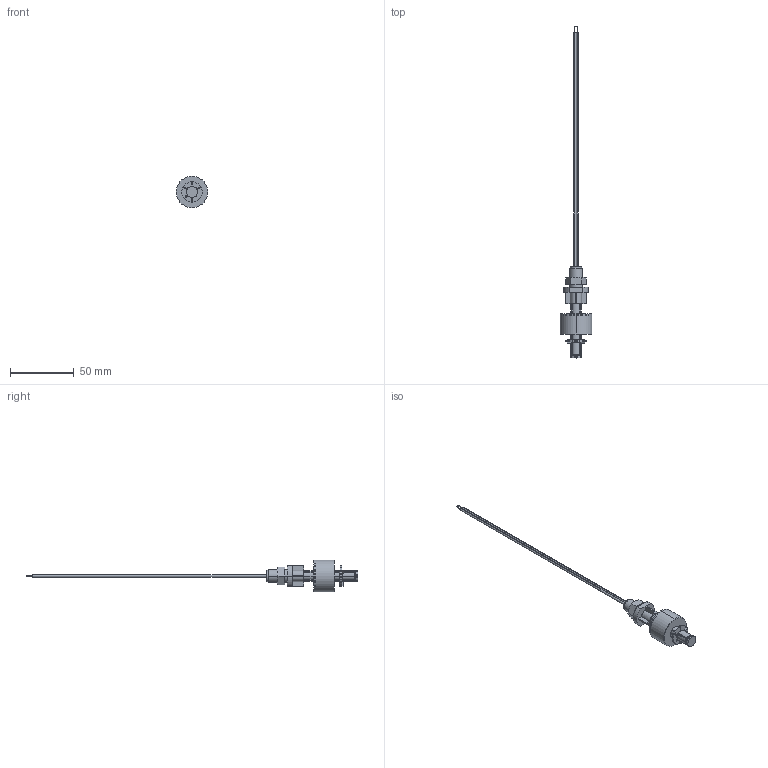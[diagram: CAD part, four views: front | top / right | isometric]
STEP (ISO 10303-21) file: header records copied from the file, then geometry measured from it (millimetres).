
FILE_DESCRIPTION (( 'STEP AP214' ), '1' );
FILE_NAME ('P003AC-100.STEP', '2020-02-03T11:34:45', ( '' ), ( '' ), 'SwSTEP 2.0', 'SolidWorks 2019', '' );
FILE_SCHEMA (( 'AUTOMOTIVE_DESIGN' ));
Length unit declared in the file: millimetre
Products named in the file (1): P003AC-100
Bounding box: 25 x 260.5 x 25 mm (x, y, z)
Surface area: 8360.4 mm2 (no closed solid volume)
Topology: 0 solids, 18 shells, 211 faces, 1074 edges, 860 vertices
Faces by surface type: plane 100, cylinder 60, torus 22, bspline 21, cone 8
Entity records: 15092 total; most frequent: CARTESIAN_POINT 4980, ORIENTED_EDGE 1428, DIRECTION 1428, EDGE_CURVE 1074, VERTEX_POINT 860, VECTOR 612, LINE 612, AXIS2_PLACEMENT_3D 408
